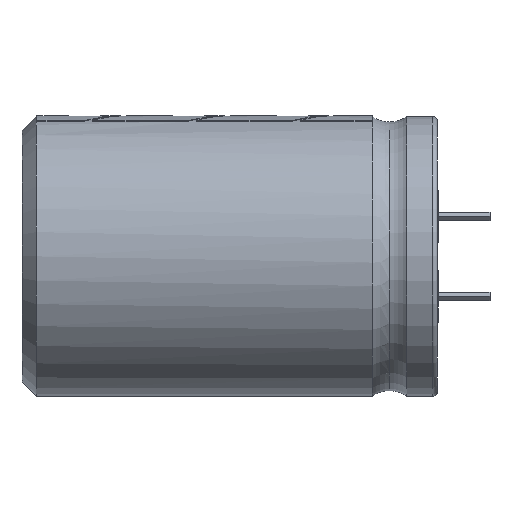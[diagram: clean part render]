
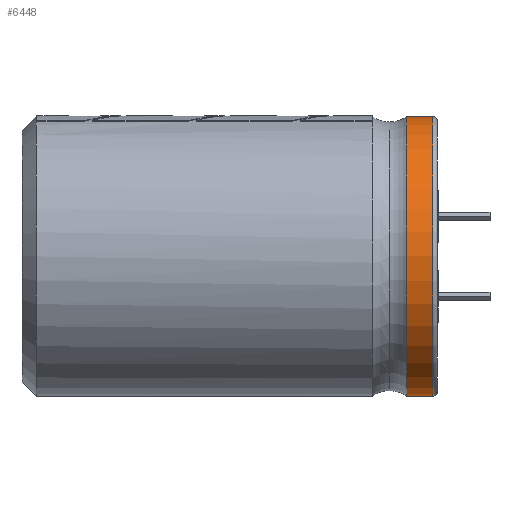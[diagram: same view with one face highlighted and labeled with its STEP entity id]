
A CAD part, left-side view. The second image highlights one B-rep face of the part: STEP entity #6448.
In plain terms, the highlighted cylindrical face has radius 17.5 mm (diameter 35 mm), a partial arc.
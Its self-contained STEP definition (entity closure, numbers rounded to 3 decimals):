
#18 = VERTEX_POINT ( 'NONE', #8822 ) ;
#92 = VECTOR ( 'NONE', #2799, 1000. ) ;
#115 = DIRECTION ( 'NONE',  ( 0., 0., 1. ) ) ;
#801 = CARTESIAN_POINT ( 'NONE',  ( 0., -24.928, 17.5 ) ) ;
#1106 = AXIS2_PLACEMENT_3D ( 'NONE', #1266, #13693, #115 ) ;
#1266 = CARTESIAN_POINT ( 'NONE',  ( 0., -21.625, 0. ) ) ;
#1576 = CARTESIAN_POINT ( 'NONE',  ( 0., 32.893, 0. ) ) ;
#1736 = CIRCLE ( 'NONE', #13568, 17.5 ) ;
#1865 = ORIENTED_EDGE ( 'NONE', *, *, #6446, .T. ) ;
#2056 = DIRECTION ( 'NONE',  ( 0., 0., 1. ) ) ;
#2456 = LINE ( 'NONE', #7129, #92 ) ;
#2799 = DIRECTION ( 'NONE',  ( 0., 1., 0. ) ) ;
#3133 = EDGE_LOOP ( 'NONE', ( #9495, #4254, #1865, #11918 ) ) ;
#3355 = VERTEX_POINT ( 'NONE', #801 ) ;
#4254 = ORIENTED_EDGE ( 'NONE', *, *, #7377, .T. ) ;
#5949 = AXIS2_PLACEMENT_3D ( 'NONE', #1576, #6146, #10636 ) ;
#6146 = DIRECTION ( 'NONE',  ( 0., 1., 0. ) ) ;
#6446 = EDGE_CURVE ( 'NONE', #3355, #18, #2456, .T. ) ;
#6448 = ADVANCED_FACE ( 'NONE', ( #9662 ), #12818, .T. ) ;
#6627 = CARTESIAN_POINT ( 'NONE',  ( 0., -24.928, -17.5 ) ) ;
#7101 = EDGE_CURVE ( 'NONE', #10727, #13222, #8519, .T. ) ;
#7129 = CARTESIAN_POINT ( 'NONE',  ( 0., 32.893, 17.5 ) ) ;
#7377 = EDGE_CURVE ( 'NONE', #10727, #3355, #1736, .T. ) ;
#8519 = LINE ( 'NONE', #9664, #10454 ) ;
#8822 = CARTESIAN_POINT ( 'NONE',  ( 0., -21.625, 17.5 ) ) ;
#9377 = EDGE_CURVE ( 'NONE', #13222, #18, #9576, .T. ) ;
#9495 = ORIENTED_EDGE ( 'NONE', *, *, #7101, .F. ) ;
#9576 = CIRCLE ( 'NONE', #1106, 17.5 ) ;
#9662 = FACE_OUTER_BOUND ( 'NONE', #3133, .T. ) ;
#9664 = CARTESIAN_POINT ( 'NONE',  ( 0., 32.893, -17.5 ) ) ;
#9797 = CARTESIAN_POINT ( 'NONE',  ( 0., -24.928, 0. ) ) ;
#9872 = DIRECTION ( 'NONE',  ( 0., 1., 0. ) ) ;
#10370 = DIRECTION ( 'NONE',  ( 0., 1., 0. ) ) ;
#10454 = VECTOR ( 'NONE', #10370, 1000. ) ;
#10636 = DIRECTION ( 'NONE',  ( 0., 0., 1. ) ) ;
#10727 = VERTEX_POINT ( 'NONE', #6627 ) ;
#11510 = CARTESIAN_POINT ( 'NONE',  ( 0., -21.625, -17.5 ) ) ;
#11918 = ORIENTED_EDGE ( 'NONE', *, *, #9377, .F. ) ;
#12818 = CYLINDRICAL_SURFACE ( 'NONE', #5949, 17.5 ) ;
#13222 = VERTEX_POINT ( 'NONE', #11510 ) ;
#13568 = AXIS2_PLACEMENT_3D ( 'NONE', #9797, #9872, #2056 ) ;
#13693 = DIRECTION ( 'NONE',  ( 0., 1., 0. ) ) ;
